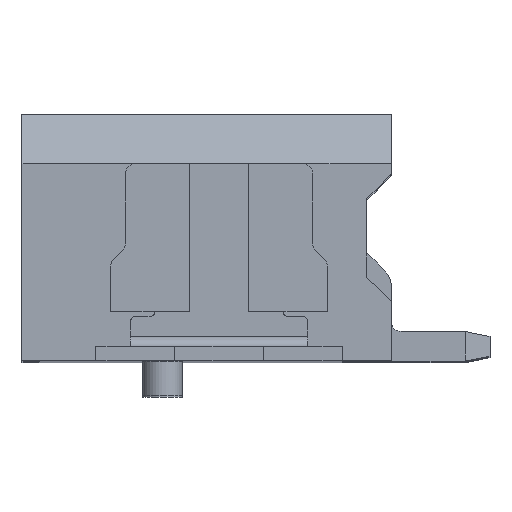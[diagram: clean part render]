
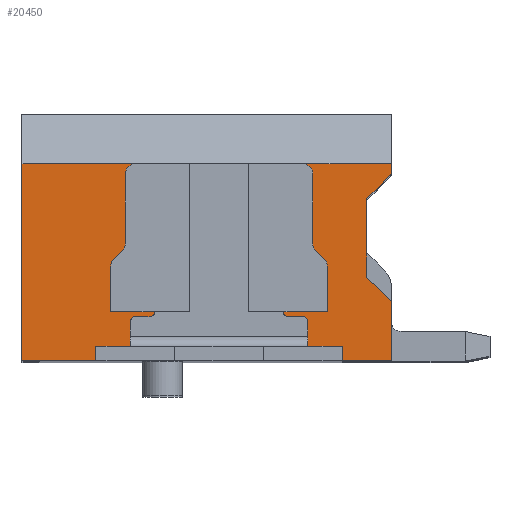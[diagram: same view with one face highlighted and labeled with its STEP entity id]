
A CAD part, top view. The second image highlights one B-rep face of the part: STEP entity #20450.
In plain terms, the highlighted planar face has unit normal (0, 0, 1).
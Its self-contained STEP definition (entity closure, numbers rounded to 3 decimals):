
#1240=CARTESIAN_POINT('',(-0.739,-13.222,6.15));
#1250=VERTEX_POINT('',#1240);
#1320=CARTESIAN_POINT('',(2.661,-13.222,6.15));
#1330=VERTEX_POINT('',#1320);
#3260=CARTESIAN_POINT('',(3.103,-15.163,6.15));
#3270=VERTEX_POINT('',#3260);
#3320=CARTESIAN_POINT('',(2.961,-15.305,6.15));
#3330=DIRECTION('',(0.,0.,1.));
#3340=DIRECTION('',(1.,0.,0.));
#3350=AXIS2_PLACEMENT_3D('',#3320,#3330,#3340);
#3360=CIRCLE('',#3350,0.2);
#3370=CARTESIAN_POINT('',(3.161,-15.305,6.15));
#3380=VERTEX_POINT('',#3370);
#3390=EDGE_CURVE('',#3380,#3270,#3360,.T.);
#4990=CARTESIAN_POINT('',(-0.939,-13.422,6.15));
#5000=VERTEX_POINT('',#4990);
#5050=CARTESIAN_POINT('',(-0.739,-13.422,6.15));
#5060=DIRECTION('',(0.,0.,1.));
#5070=DIRECTION('',(1.,0.,0.));
#5080=AXIS2_PLACEMENT_3D('',#5050,#5060,#5070);
#5090=CIRCLE('',#5080,0.2);
#5100=EDGE_CURVE('',#1250,#5000,#5090,.T.);
#10540=CARTESIAN_POINT('',(-5.978,-19.96,6.15));
#10550=DIRECTION('',(0.707,0.707,0.));
#10560=VECTOR('',#10550,1.);
#10570=LINE('',#10540,#10560);
#10580=CARTESIAN_POINT('',(-1.18,-15.163,6.15));
#10590=VERTEX_POINT('',#10580);
#10600=CARTESIAN_POINT('',(-0.997,-14.98,6.15));
#10610=VERTEX_POINT('',#10600);
#10620=EDGE_CURVE('',#10590,#10610,#10570,.T.);
#11920=CARTESIAN_POINT('',(3.961,-15.522,6.15));
#11930=VERTEX_POINT('',#11920);
#12080=CARTESIAN_POINT('',(4.461,-16.022,6.15));
#12090=VERTEX_POINT('',#12080);
#12120=CARTESIAN_POINT('',(-11.56,0.,6.15));
#12130=DIRECTION('',(0.707,-0.707,-0.));
#12140=VECTOR('',#12130,1.);
#12150=LINE('',#12120,#12140);
#12160=EDGE_CURVE('',#11930,#12090,#12150,.T.);
#12390=CARTESIAN_POINT('',(4.461,-13.222,6.15));
#12400=VERTEX_POINT('',#12390);
#12780=CARTESIAN_POINT('',(4.461,-13.422,6.15));
#12790=VERTEX_POINT('',#12780);
#12820=CARTESIAN_POINT('',(4.461,0.,6.15));
#12830=DIRECTION('',(0.,1.,0.));
#12840=VECTOR('',#12830,1.);
#12850=LINE('',#12820,#12840);
#12860=EDGE_CURVE('',#12790,#12400,#12850,.T.);
#13090=CARTESIAN_POINT('',(3.961,-13.922,6.15));
#13100=VERTEX_POINT('',#13090);
#13130=CARTESIAN_POINT('',(17.883,0.,6.15));
#13140=DIRECTION('',(-0.707,-0.707,0.));
#13150=VECTOR('',#13140,1.);
#13160=LINE('',#13130,#13150);
#13170=EDGE_CURVE('',#12790,#13100,#13160,.T.);
#14700=CARTESIAN_POINT('',(-3.039,-17.222,6.15));
#14710=VERTEX_POINT('',#14700);
#15310=CARTESIAN_POINT('',(-3.039,-13.222,6.15));
#15320=VERTEX_POINT('',#15310);
#15350=CARTESIAN_POINT('',(-3.039,0.,6.15));
#15360=DIRECTION('',(0.,1.,0.));
#15370=VECTOR('',#15360,1.);
#15380=LINE('',#15350,#15370);
#15390=EDGE_CURVE('',#14710,#15320,#15380,.T.);
#19250=CARTESIAN_POINT('',(5.211,-16.922,6.15));
#19260=DIRECTION('',(0.,0.,-1.));
#19270=DIRECTION('',(0.,1.,0.));
#19280=AXIS2_PLACEMENT_3D('',#19250,#19260,#19270);
#19290=PLANE('',#19280);
#19300=ORIENTED_EDGE('',*,*,#15390,.F.);
#19310=CARTESIAN_POINT('',(-5.978,-13.222,6.15));
#19320=DIRECTION('',(1.,0.,0.));
#19330=VECTOR('',#19320,1.);
#19340=LINE('',#19310,#19330);
#19350=EDGE_CURVE('',#15320,#1250,#19340,.T.);
#19360=ORIENTED_EDGE('',*,*,#19350,.F.);
#19370=ORIENTED_EDGE('',*,*,#5100,.F.);
#19380=CARTESIAN_POINT('',(-0.939,0.,6.15));
#19390=DIRECTION('',(0.,1.,0.));
#19400=VECTOR('',#19390,1.);
#19410=LINE('',#19380,#19400);
#19420=CARTESIAN_POINT('',(-0.939,-14.839,6.15));
#19430=VERTEX_POINT('',#19420);
#19440=EDGE_CURVE('',#19430,#5000,#19410,.T.);
#19450=ORIENTED_EDGE('',*,*,#19440,.T.);
#19460=CARTESIAN_POINT('',(-1.139,-14.839,6.15));
#19470=DIRECTION('',(0.,0.,-1.));
#19480=DIRECTION('',(-1.,0.,0.));
#19490=AXIS2_PLACEMENT_3D('',#19460,#19470,#19480);
#19500=CIRCLE('',#19490,0.2);
#19510=EDGE_CURVE('',#19430,#10610,#19500,.T.);
#19520=ORIENTED_EDGE('',*,*,#19510,.F.);
#19530=ORIENTED_EDGE('',*,*,#10620,.T.);
#19540=CARTESIAN_POINT('',(-1.039,-15.305,6.15));
#19550=DIRECTION('',(0.,0.,1.));
#19560=DIRECTION('',(1.,0.,0.));
#19570=AXIS2_PLACEMENT_3D('',#19540,#19550,#19560);
#19580=CIRCLE('',#19570,0.2);
#19590=CARTESIAN_POINT('',(-1.239,-15.305,6.15));
#19600=VERTEX_POINT('',#19590);
#19610=EDGE_CURVE('',#10590,#19600,#19580,.T.);
#19620=ORIENTED_EDGE('',*,*,#19610,.F.);
#19630=CARTESIAN_POINT('',(-1.239,0.,6.15));
#19640=DIRECTION('',(0.,1.,0.));
#19650=VECTOR('',#19640,1.);
#19660=LINE('',#19630,#19650);
#19670=CARTESIAN_POINT('',(-1.239,-16.222,6.15));
#19680=VERTEX_POINT('',#19670);
#19690=EDGE_CURVE('',#19680,#19600,#19660,.T.);
#19700=ORIENTED_EDGE('',*,*,#19690,.T.);
#19710=CARTESIAN_POINT('',(-5.978,-16.222,6.15));
#19720=DIRECTION('',(-1.,0.,0.));
#19730=VECTOR('',#19720,1.);
#19740=LINE('',#19710,#19730);
#19750=CARTESIAN_POINT('',(3.161,-16.222,6.15));
#19760=VERTEX_POINT('',#19750);
#19770=EDGE_CURVE('',#19760,#19680,#19740,.T.);
#19780=ORIENTED_EDGE('',*,*,#19770,.T.);
#19790=CARTESIAN_POINT('',(3.161,0.,6.15));
#19800=DIRECTION('',(0.,-1.,0.));
#19810=VECTOR('',#19800,1.);
#19820=LINE('',#19790,#19810);
#19830=EDGE_CURVE('',#3380,#19760,#19820,.T.);
#19840=ORIENTED_EDGE('',*,*,#19830,.T.);
#19850=ORIENTED_EDGE('',*,*,#3390,.F.);
#19860=CARTESIAN_POINT('',(-5.978,-6.083,6.15));
#19870=DIRECTION('',(0.707,-0.707,-0.));
#19880=VECTOR('',#19870,1.);
#19890=LINE('',#19860,#19880);
#19900=CARTESIAN_POINT('',(2.92,-14.98,6.15));
#19910=VERTEX_POINT('',#19900);
#19920=EDGE_CURVE('',#19910,#3270,#19890,.T.);
#19930=ORIENTED_EDGE('',*,*,#19920,.T.);
#19940=CARTESIAN_POINT('',(3.061,-14.839,6.15));
#19950=DIRECTION('',(0.,0.,-1.));
#19960=DIRECTION('',(-1.,0.,0.));
#19970=AXIS2_PLACEMENT_3D('',#19940,#19950,#19960);
#19980=CIRCLE('',#19970,0.2);
#19990=CARTESIAN_POINT('',(2.861,-14.839,6.15));
#20000=VERTEX_POINT('',#19990);
#20010=EDGE_CURVE('',#19910,#20000,#19980,.T.);
#20020=ORIENTED_EDGE('',*,*,#20010,.F.);
#20030=CARTESIAN_POINT('',(2.861,0.,6.15));
#20040=DIRECTION('',(0.,-1.,0.));
#20050=VECTOR('',#20040,1.);
#20060=LINE('',#20030,#20050);
#20070=CARTESIAN_POINT('',(2.861,-13.422,6.15));
#20080=VERTEX_POINT('',#20070);
#20090=EDGE_CURVE('',#20080,#20000,#20060,.T.);
#20100=ORIENTED_EDGE('',*,*,#20090,.T.);
#20110=CARTESIAN_POINT('',(2.661,-13.422,6.15));
#20120=DIRECTION('',(0.,0.,1.));
#20130=DIRECTION('',(1.,0.,0.));
#20140=AXIS2_PLACEMENT_3D('',#20110,#20120,#20130);
#20150=CIRCLE('',#20140,0.2);
#20160=EDGE_CURVE('',#20080,#1330,#20150,.T.);
#20170=ORIENTED_EDGE('',*,*,#20160,.F.);
#20180=EDGE_CURVE('',#1330,#12400,#19340,.T.);
#20190=ORIENTED_EDGE('',*,*,#20180,.F.);
#20200=ORIENTED_EDGE('',*,*,#12860,.T.);
#20210=ORIENTED_EDGE('',*,*,#13170,.F.);
#20220=CARTESIAN_POINT('',(3.961,0.,6.15));
#20230=DIRECTION('',(0.,-1.,0.));
#20240=VECTOR('',#20230,1.);
#20250=LINE('',#20220,#20240);
#20260=EDGE_CURVE('',#13100,#11930,#20250,.T.);
#20270=ORIENTED_EDGE('',*,*,#20260,.F.);
#20280=ORIENTED_EDGE('',*,*,#12160,.F.);
#20290=CARTESIAN_POINT('',(4.461,0.,6.15));
#20300=DIRECTION('',(0.,1.,0.));
#20310=VECTOR('',#20300,1.);
#20320=LINE('',#20290,#20310);
#20330=CARTESIAN_POINT('',(4.461,-17.222,6.15));
#20340=VERTEX_POINT('',#20330);
#20350=EDGE_CURVE('',#20340,#12090,#20320,.T.);
#20360=ORIENTED_EDGE('',*,*,#20350,.T.);
#20370=CARTESIAN_POINT('',(-5.978,-17.222,6.15));
#20380=DIRECTION('',(-1.,0.,0.));
#20390=VECTOR('',#20380,1.);
#20400=LINE('',#20370,#20390);
#20410=EDGE_CURVE('',#20340,#14710,#20400,.T.);
#20420=ORIENTED_EDGE('',*,*,#20410,.F.);
#20430=EDGE_LOOP('',(#20420,#20360,#20280,#20270,#20210,#20200,#20190,
#20170,#20100,#20020,#19930,#19850,#19840,#19780,#19700,#19620,#19530,
#19520,#19450,#19370,#19360,#19300));
#20440=FACE_OUTER_BOUND('',#20430,.T.);
#20450=ADVANCED_FACE('',(#20440),#19290,.F.);
